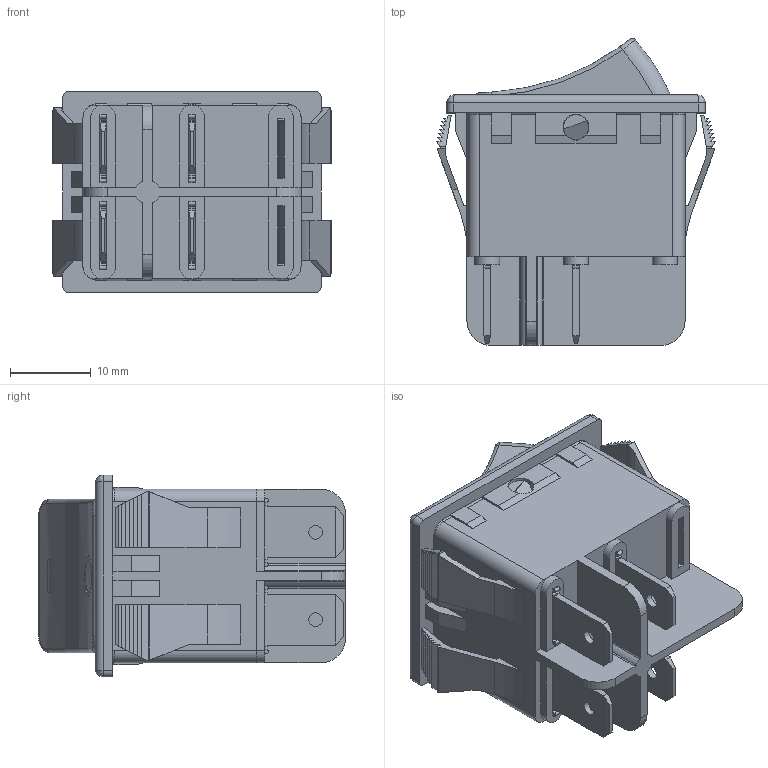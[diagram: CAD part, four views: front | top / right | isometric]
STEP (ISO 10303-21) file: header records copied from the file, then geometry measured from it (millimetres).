
FILE_DESCRIPTION(/* description */ (''),/* implementation_level */ '2;1');
FILE_NAME(/* name */ 'RB242DxxxR.stp',/* time_stamp */ '2026-01-21T22:41:01-06:00',/* author */ ('mroman'),/* organization */ (''),/* preprocessor_version */ 'ST-DEVELOPER v18.1',/* originating_system */ 'Autodesk Inventor 2022',/* authorisation */ '');
FILE_SCHEMA (('AUTOMOTIVE_DESIGN { 1 0 10303 214 3 1 1 }'));
Length unit declared in the file: millimetre
Products named in the file (1): RB242DxxxR
Bounding box: 34.56 x 38 x 25 mm (x, y, z)
Volume: 5515.2 mm3; surface area: 10184.4 mm2
Topology: 2 solids, 2 shells, 508 faces, 1383 edges, 892 vertices
Faces by surface type: plane 388, cylinder 102, torus 10, bspline 8
Full cylindrical faces by diameter (mm): 1.7 x4, 3.2 x2, 4 x1, 5 x1
Entity records: 16709 total; most frequent: CARTESIAN_POINT 3760, ORIENTED_EDGE 2758, DIRECTION 2559, EDGE_CURVE 1379, LINE 1121, VECTOR 1121, VERTEX_POINT 892, AXIS2_PLACEMENT_3D 719
